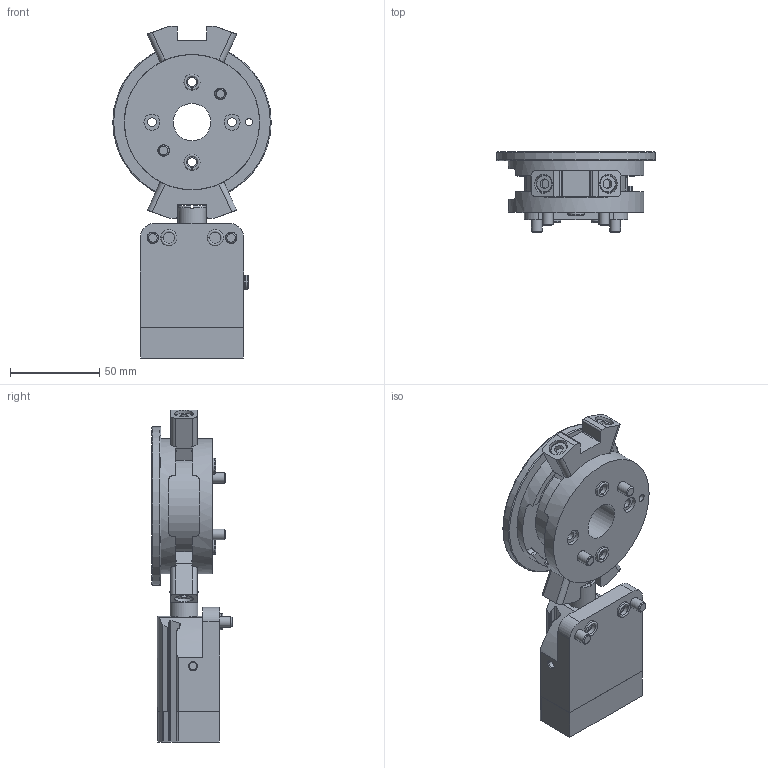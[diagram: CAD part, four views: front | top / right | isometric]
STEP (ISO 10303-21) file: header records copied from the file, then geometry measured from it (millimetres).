
FILE_DESCRIPTION(/* description */ ('STEP AP214'),/* implementation_level */ '2;1');
FILE_NAME(/* name */ '1544900_DADL-EL-Q11-35_40',/* time_stamp */ '2024-08-12T19:19:14+02:00',/* author */ ('License CC BY-ND 4.0'),/* organization */ ('CADENAS'),/* preprocessor_version */ 'ST-DEVELOPER v19.3',/* originating_system */ 'PARTsolutions',/* authorisation */ ' ');
FILE_SCHEMA (('AUTOMOTIVE_DESIGN {1 0 10303 214 3 1 1}'));
Length unit declared in the file: millimetre
Products named in the file (9): 1544900 DADL-EL-Q11-35/40---(35_0_0); 1516124 DRRD-35/40_p; DIN-912 - M6x35(F); 8137184 ZBH-9-B; 1535091 DADL-EC-Q11-35/40; 1544900 DADL-EL-Q11-35/40_(zyl); 1516112 DADL-16_(ks); DIN-912 - M6x10(F); 174308 B-M5-B
Assembly tree (14 placements, depth 2):
  1544900 DADL-EL-Q11-35/40---(35_0_0)
    1516124 DRRD-35/40_p
    DIN-912 - M6x35(F)  x2
    8137184 ZBH-9-B  x4
    1535091 DADL-EC-Q11-35/40  x2
    1544900 DADL-EL-Q11-35/40_(zyl)
    1516112 DADL-16_(ks)
    DIN-912 - M6x10(F)  x2
    174308 B-M5-B
Bounding box: 89 x 45 x 186.5 mm (x, y, z)
Volume: 252451.7 mm3; surface area: 74615 mm2
Topology: 14 solids, 14 shells, 516 faces, 1192 edges, 759 vertices
Faces by surface type: plane 266, cylinder 173, cone 62, torus 15
Full cylindrical faces by diameter (mm): 4 x2, 4.134 x2, 4.917 x4, 5 x2, 6 x12, 6.5 x4, 7.2 x1, 8 x2, 9 x10, 10 x10, 10.6 x4, 11 x4, 16 x2, 21 x1, 25 x2, 55.5 x1, 76 x2, 89 x1
Entity records: 9840 total; most frequent: CARTESIAN_POINT 1936, DIRECTION 1625, ORIENTED_EDGE 1416, EDGE_CURVE 708, AXIS2_PLACEMENT_3D 634, VERTEX_POINT 504, FACE_BOUND 500, EDGE_LOOP 498
